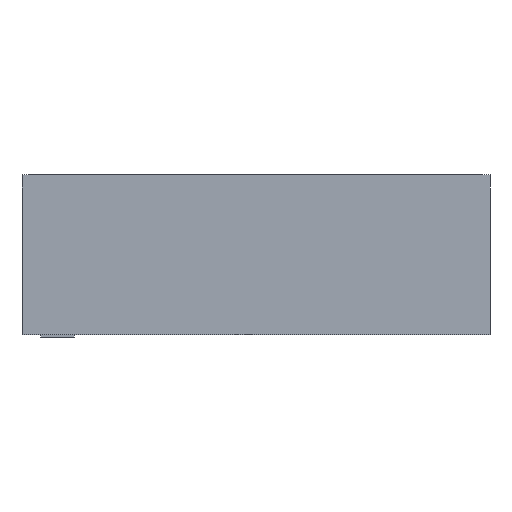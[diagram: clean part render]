
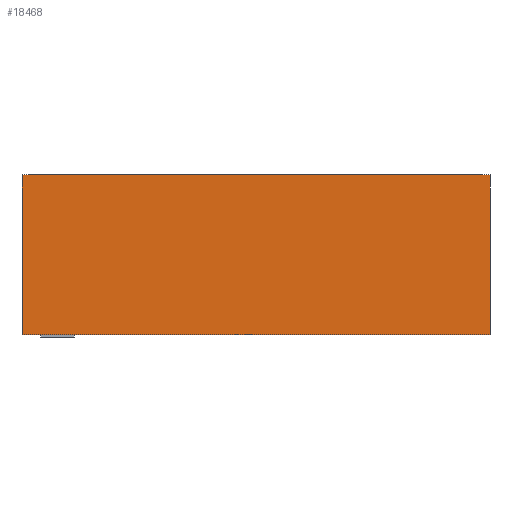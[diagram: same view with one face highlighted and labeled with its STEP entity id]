
A CAD part, front view. The second image highlights one B-rep face of the part: STEP entity #18468.
In plain terms, the highlighted planar face has unit normal (0, -1, 0).
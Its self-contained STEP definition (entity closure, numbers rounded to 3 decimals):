
#976=PLANE('',#19527);
#1897=FACE_OUTER_BOUND('',#2927,.T.);
#2927=EDGE_LOOP('',(#17476,#17477,#17478,#17479));
#5326=LINE('',#29205,#7782);
#5376=LINE('',#29327,#7832);
#5380=LINE('',#29335,#7836);
#5383=LINE('',#29340,#7839);
#7782=VECTOR('',#23968,428.);
#7832=VECTOR('',#24082,428.);
#7836=VECTOR('',#24090,146.);
#7839=VECTOR('',#24097,146.);
#9660=VERTEX_POINT('',#29203);
#9661=VERTEX_POINT('',#29204);
#9700=VERTEX_POINT('',#29325);
#9701=VERTEX_POINT('',#29326);
#12230=EDGE_CURVE('',#9660,#9661,#5326,.T.);
#12288=EDGE_CURVE('',#9700,#9701,#5376,.T.);
#12292=EDGE_CURVE('',#9700,#9661,#5380,.T.);
#12295=EDGE_CURVE('',#9660,#9701,#5383,.T.);
#17476=ORIENTED_EDGE('',*,*,#12295,.T.);
#17477=ORIENTED_EDGE('',*,*,#12288,.F.);
#17478=ORIENTED_EDGE('',*,*,#12292,.T.);
#17479=ORIENTED_EDGE('',*,*,#12230,.F.);
#18468=ADVANCED_FACE('',(#1897),#976,.T.);
#19527=AXIS2_PLACEMENT_3D('',#29341,#24098,#24099);
#23968=DIRECTION('',(-1.,0.,0.));
#24082=DIRECTION('',(1.,0.,0.));
#24090=DIRECTION('',(0.,0.,-1.));
#24097=DIRECTION('',(0.,0.,1.));
#24098=DIRECTION('center_axis',(0.,-1.,0.));
#24099=DIRECTION('ref_axis',(1.,0.,0.));
#29203=CARTESIAN_POINT('',(214.,-22.25,-73.));
#29204=CARTESIAN_POINT('',(-214.,-22.25,-73.));
#29205=CARTESIAN_POINT('',(-214.,-22.25,-73.));
#29325=CARTESIAN_POINT('',(-214.,-22.25,73.));
#29326=CARTESIAN_POINT('',(214.,-22.25,73.));
#29327=CARTESIAN_POINT('',(-214.,-22.25,73.));
#29335=CARTESIAN_POINT('',(-214.,-22.25,0.));
#29340=CARTESIAN_POINT('',(214.,-22.25,0.));
#29341=CARTESIAN_POINT('Origin',(-214.,-22.25,0.));
